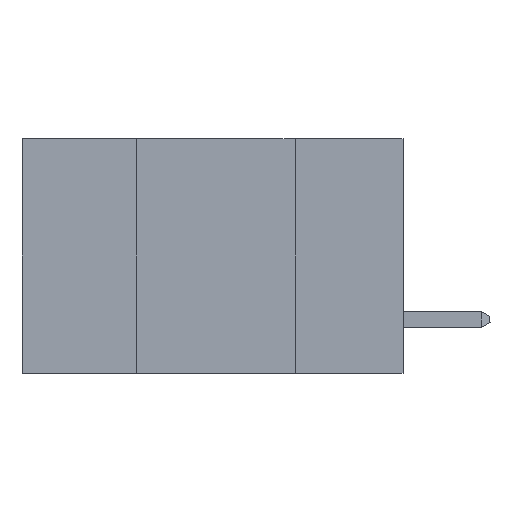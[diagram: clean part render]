
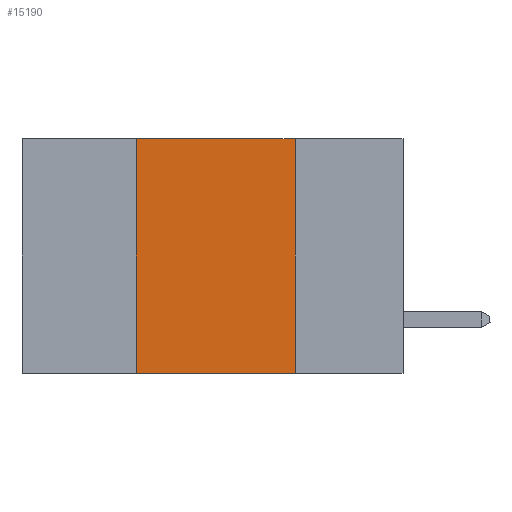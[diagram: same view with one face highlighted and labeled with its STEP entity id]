
A CAD part, left-side view. The second image highlights one B-rep face of the part: STEP entity #15190.
In plain terms, the highlighted planar face has unit normal (-1, 0, 0).
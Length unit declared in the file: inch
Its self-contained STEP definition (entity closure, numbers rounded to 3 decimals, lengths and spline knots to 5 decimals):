
#369 = DIRECTION ( 'NONE',  ( 0., 0., 1. ) ) ;
#2281 = CARTESIAN_POINT ( 'NONE',  ( 0., 0.6, -0.37 ) ) ;
#2672 = DIRECTION ( 'NONE',  ( 0., 0., -1. ) ) ;
#2792 = DIRECTION ( 'NONE',  ( 0., 0., -1. ) ) ;
#4321 = EDGE_LOOP ( 'NONE', ( #8805, #5234, #9976, #16949 ) ) ;
#5234 = ORIENTED_EDGE ( 'NONE', *, *, #13353, .F. ) ;
#5317 = CARTESIAN_POINT ( 'NONE',  ( 0., 0.42, 0. ) ) ;
#5590 = LINE ( 'NONE', #9940, #7314 ) ;
#5837 = VERTEX_POINT ( 'NONE', #18559 ) ;
#7314 = VECTOR ( 'NONE', #2672, 39.37008 ) ;
#7866 = CARTESIAN_POINT ( 'NONE',  ( 0., 0.17, -0.37 ) ) ;
#8805 = ORIENTED_EDGE ( 'NONE', *, *, #23550, .F. ) ;
#9940 = CARTESIAN_POINT ( 'NONE',  ( 0., 0.17, 0. ) ) ;
#9976 = ORIENTED_EDGE ( 'NONE', *, *, #17532, .F. ) ;
#10601 = VECTOR ( 'NONE', #20698, 39.37008 ) ;
#11135 = CARTESIAN_POINT ( 'NONE',  ( 0., 0.42, 0. ) ) ;
#11883 = PLANE ( 'NONE',  #18799 ) ;
#12620 = VERTEX_POINT ( 'NONE', #16896 ) ;
#13020 = VERTEX_POINT ( 'NONE', #7866 ) ;
#13211 = FACE_OUTER_BOUND ( 'NONE', #4321, .T. ) ;
#13353 = EDGE_CURVE ( 'NONE', #19702, #12620, #14019, .T. ) ;
#13702 = EDGE_CURVE ( 'NONE', #5837, #13020, #16554, .T. ) ;
#14019 = LINE ( 'NONE', #20735, #19169 ) ;
#14090 = DIRECTION ( 'NONE',  ( 0., -1., 0. ) ) ;
#15190 = ADVANCED_FACE ( 'NONE', ( #13211 ), #11883, .F. ) ;
#16554 = LINE ( 'NONE', #2281, #10601 ) ;
#16794 = VECTOR ( 'NONE', #369, 39.37008 ) ;
#16896 = CARTESIAN_POINT ( 'NONE',  ( 0., 0.17, 0. ) ) ;
#16949 = ORIENTED_EDGE ( 'NONE', *, *, #13702, .T. ) ;
#17532 = EDGE_CURVE ( 'NONE', #5837, #19702, #17951, .T. ) ;
#17951 = LINE ( 'NONE', #11135, #16794 ) ;
#18559 = CARTESIAN_POINT ( 'NONE',  ( 0., 0.42, -0.37 ) ) ;
#18799 = AXIS2_PLACEMENT_3D ( 'NONE', #21224, #22925, #2792 ) ;
#19169 = VECTOR ( 'NONE', #14090, 39.37008 ) ;
#19702 = VERTEX_POINT ( 'NONE', #5317 ) ;
#20698 = DIRECTION ( 'NONE',  ( 0., -1., 0. ) ) ;
#20735 = CARTESIAN_POINT ( 'NONE',  ( 0., 0.6, 0. ) ) ;
#21224 = CARTESIAN_POINT ( 'NONE',  ( 0., 0.6, 0. ) ) ;
#22925 = DIRECTION ( 'NONE',  ( 1., 0., 0. ) ) ;
#23550 = EDGE_CURVE ( 'NONE', #12620, #13020, #5590, .T. ) ;
